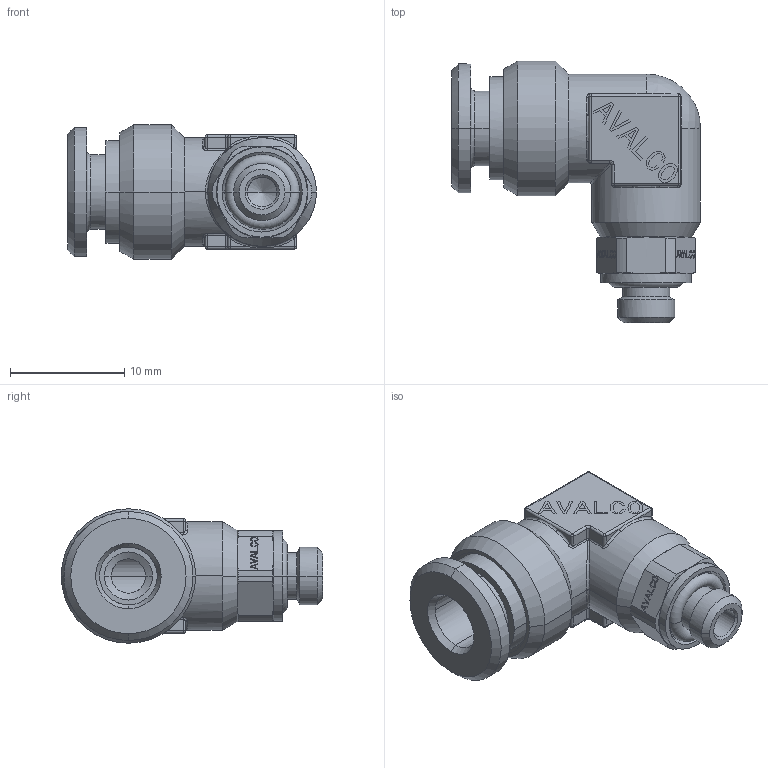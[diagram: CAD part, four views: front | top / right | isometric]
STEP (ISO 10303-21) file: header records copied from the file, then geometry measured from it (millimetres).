
FILE_DESCRIPTION(('CATIA V5 STEP Exchange'),'2;1');
FILE_NAME('CN507B-05M5H.stp','2018-10-04T19:48:10+00:00',('none'),('none'),'CATIA Version 5 Release 21 GA (IN-10)','CATIA V5 STEP AP203','none');
FILE_SCHEMA(('CONFIG_CONTROL_DESIGN'));
Length unit declared in the file: millimetre
Products named in the file (1): CN507B-05M5H
Bounding box: 21.77 x 22.88 x 11.76 mm (x, y, z)
Volume: 1897.3 mm3; surface area: 1893.8 mm2
Topology: 2 solids, 2 shells, 772 faces, 2037 edges, 1314 vertices
Faces by surface type: plane 600, cylinder 76, cone 40, torus 24, sphere 16, bspline 16
Entity records: 24260 total; most frequent: CARTESIAN_POINT 5948, ORIENTED_EDGE 4066, DIRECTION 3194, EDGE_CURVE 2033, VECTOR 1704, LINE 1704, VERTEX_POINT 1314, AXIS2_PLACEMENT_3D 844
